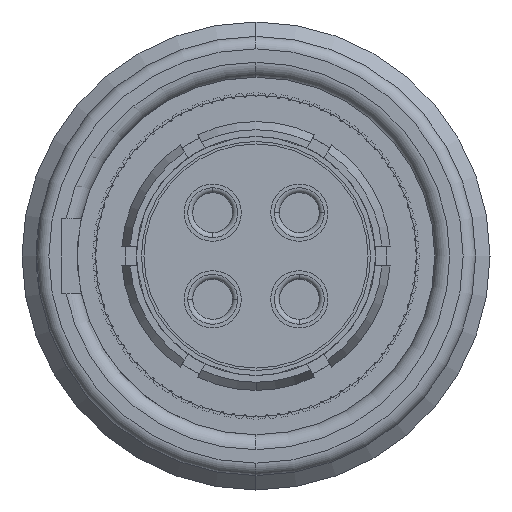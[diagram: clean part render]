
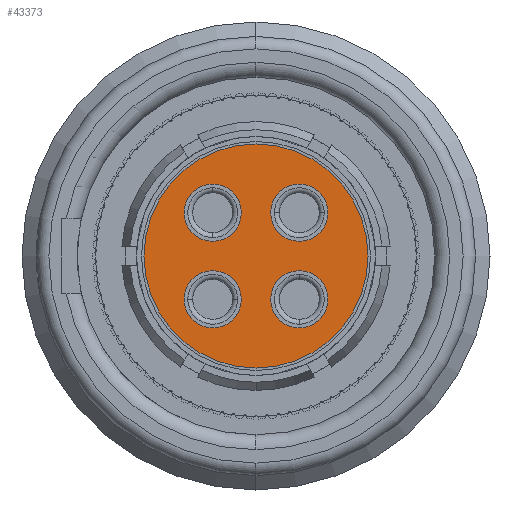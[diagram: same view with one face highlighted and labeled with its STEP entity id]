
A CAD part, left-side view. The second image highlights one B-rep face of the part: STEP entity #43373.
In plain terms, the highlighted face is planar.
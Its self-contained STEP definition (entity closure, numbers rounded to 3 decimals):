
#46 = CIRCLE ( 'NONE', #18196, 2.25 ) ;
#408 = DIRECTION ( 'NONE',  ( 0., 1., 0. ) ) ;
#802 = EDGE_LOOP ( 'NONE', ( #15440, #15051 ) ) ;
#852 = CIRCLE ( 'NONE', #28137, 2.25 ) ;
#1076 = CARTESIAN_POINT ( 'NONE',  ( -1.445, 13.5, 0.87 ) ) ;
#1129 = DIRECTION ( 'NONE',  ( 0., -1., 0. ) ) ;
#1957 = CARTESIAN_POINT ( 'NONE',  ( 0.87, 13.5, -0.87 ) ) ;
#2549 = AXIS2_PLACEMENT_3D ( 'NONE', #21808, #9998, #37307 ) ;
#2742 = CIRCLE ( 'NONE', #17673, 0.575 ) ;
#4110 = CARTESIAN_POINT ( 'NONE',  ( 0.87, 13.5, -0.87 ) ) ;
#6128 = CARTESIAN_POINT ( 'NONE',  ( 0.295, 13.5, -0.87 ) ) ;
#6630 = CARTESIAN_POINT ( 'NONE',  ( -0.87, 13.5, 0.87 ) ) ;
#6639 = DIRECTION ( 'NONE',  ( 0., 0., 1. ) ) ;
#7117 = DIRECTION ( 'NONE',  ( 0., -1., 0. ) ) ;
#7287 = VERTEX_POINT ( 'NONE', #41121 ) ;
#8881 = DIRECTION ( 'NONE',  ( 0., 1., 0. ) ) ;
#9998 = DIRECTION ( 'NONE',  ( 0., 1., 0. ) ) ;
#10216 = VERTEX_POINT ( 'NONE', #21480 ) ;
#10425 = ORIENTED_EDGE ( 'NONE', *, *, #36399, .F. ) ;
#10647 = DIRECTION ( 'NONE',  ( 0., 1., 0. ) ) ;
#10976 = ORIENTED_EDGE ( 'NONE', *, *, #32491, .F. ) ;
#11398 = AXIS2_PLACEMENT_3D ( 'NONE', #1957, #8881, #35858 ) ;
#11889 = CIRCLE ( 'NONE', #23746, 0.575 ) ;
#11917 = AXIS2_PLACEMENT_3D ( 'NONE', #6630, #33598, #45406 ) ;
#12285 = FACE_BOUND ( 'NONE', #36726, .T. ) ;
#12509 = ORIENTED_EDGE ( 'NONE', *, *, #18228, .F. ) ;
#13006 = DIRECTION ( 'NONE',  ( 0., 1., 0. ) ) ;
#13446 = CARTESIAN_POINT ( 'NONE',  ( 0.87, 13.5, 0.295 ) ) ;
#14668 = FACE_OUTER_BOUND ( 'NONE', #32803, .T. ) ;
#14866 = CARTESIAN_POINT ( 'NONE',  ( -0.295, 13.5, 0.87 ) ) ;
#15051 = ORIENTED_EDGE ( 'NONE', *, *, #49865, .F. ) ;
#15440 = ORIENTED_EDGE ( 'NONE', *, *, #22103, .F. ) ;
#16174 = CARTESIAN_POINT ( 'NONE',  ( 0.87, 13.5, 1.445 ) ) ;
#16351 = AXIS2_PLACEMENT_3D ( 'NONE', #29883, #10647, #22302 ) ;
#16420 = VERTEX_POINT ( 'NONE', #6128 ) ;
#16895 = CIRCLE ( 'NONE', #16351, 0.575 ) ;
#17673 = AXIS2_PLACEMENT_3D ( 'NONE', #36106, #13006, #28864 ) ;
#18038 = EDGE_CURVE ( 'NONE', #23654, #10216, #39422, .T. ) ;
#18084 = CARTESIAN_POINT ( 'NONE',  ( 0., 13.5, 0. ) ) ;
#18196 = AXIS2_PLACEMENT_3D ( 'NONE', #46132, #1129, #30792 ) ;
#18228 = EDGE_CURVE ( 'NONE', #19845, #25624, #19566, .T. ) ;
#18239 = EDGE_CURVE ( 'NONE', #49517, #7287, #852, .T. ) ;
#18261 = PLANE ( 'NONE',  #26570 ) ;
#19566 = CIRCLE ( 'NONE', #11917, 0.575 ) ;
#19845 = VERTEX_POINT ( 'NONE', #14866 ) ;
#19926 = CIRCLE ( 'NONE', #11398, 0.575 ) ;
#20520 = VERTEX_POINT ( 'NONE', #43926 ) ;
#21480 = CARTESIAN_POINT ( 'NONE',  ( -0.87, 13.5, -0.295 ) ) ;
#21808 = CARTESIAN_POINT ( 'NONE',  ( -0.87, 13.5, -0.87 ) ) ;
#21937 = ORIENTED_EDGE ( 'NONE', *, *, #31733, .F. ) ;
#22103 = EDGE_CURVE ( 'NONE', #40720, #40705, #16895, .T. ) ;
#22302 = DIRECTION ( 'NONE',  ( 0., 0., 1. ) ) ;
#22426 = EDGE_LOOP ( 'NONE', ( #10976, #38055 ) ) ;
#23654 = VERTEX_POINT ( 'NONE', #33121 ) ;
#23746 = AXIS2_PLACEMENT_3D ( 'NONE', #29314, #33344, #28990 ) ;
#24351 = FACE_BOUND ( 'NONE', #25849, .T. ) ;
#25616 = AXIS2_PLACEMENT_3D ( 'NONE', #26408, #25741, #25907 ) ;
#25624 = VERTEX_POINT ( 'NONE', #1076 ) ;
#25741 = DIRECTION ( 'NONE',  ( 0., 1., 0. ) ) ;
#25849 = EDGE_LOOP ( 'NONE', ( #44925, #10425 ) ) ;
#25907 = DIRECTION ( 'NONE',  ( 0., 0., -1. ) ) ;
#26408 = CARTESIAN_POINT ( 'NONE',  ( -0.87, 13.5, -0.87 ) ) ;
#26570 = AXIS2_PLACEMENT_3D ( 'NONE', #18084, #45229, #6639 ) ;
#27419 = DIRECTION ( 'NONE',  ( 1., 0., 0. ) ) ;
#28137 = AXIS2_PLACEMENT_3D ( 'NONE', #30065, #7117, #41845 ) ;
#28864 = DIRECTION ( 'NONE',  ( -1., 0., 0. ) ) ;
#28990 = DIRECTION ( 'NONE',  ( 0., 0., 1. ) ) ;
#29314 = CARTESIAN_POINT ( 'NONE',  ( 0.87, 13.5, 0.87 ) ) ;
#29883 = CARTESIAN_POINT ( 'NONE',  ( 0.87, 13.5, 0.87 ) ) ;
#30065 = CARTESIAN_POINT ( 'NONE',  ( 0., 13.5, 0. ) ) ;
#30386 = CARTESIAN_POINT ( 'NONE',  ( 0., 13.5, 2.25 ) ) ;
#30792 = DIRECTION ( 'NONE',  ( 0., 0., -1. ) ) ;
#31733 = EDGE_CURVE ( 'NONE', #25624, #19845, #2742, .T. ) ;
#32491 = EDGE_CURVE ( 'NONE', #20520, #16420, #40059, .T. ) ;
#32803 = EDGE_LOOP ( 'NONE', ( #38664, #48551 ) ) ;
#33121 = CARTESIAN_POINT ( 'NONE',  ( -0.87, 13.5, -1.445 ) ) ;
#33344 = DIRECTION ( 'NONE',  ( 0., 1., 0. ) ) ;
#33598 = DIRECTION ( 'NONE',  ( 0., 1., 0. ) ) ;
#34584 = FACE_BOUND ( 'NONE', #22426, .T. ) ;
#35858 = DIRECTION ( 'NONE',  ( 1., 0., 0. ) ) ;
#36106 = CARTESIAN_POINT ( 'NONE',  ( -0.87, 13.5, 0.87 ) ) ;
#36399 = EDGE_CURVE ( 'NONE', #10216, #23654, #46002, .T. ) ;
#36726 = EDGE_LOOP ( 'NONE', ( #21937, #12509 ) ) ;
#37307 = DIRECTION ( 'NONE',  ( 0., 0., -1. ) ) ;
#38055 = ORIENTED_EDGE ( 'NONE', *, *, #38471, .F. ) ;
#38387 = EDGE_CURVE ( 'NONE', #7287, #49517, #46, .T. ) ;
#38471 = EDGE_CURVE ( 'NONE', #16420, #20520, #19926, .T. ) ;
#38664 = ORIENTED_EDGE ( 'NONE', *, *, #38387, .F. ) ;
#39422 = CIRCLE ( 'NONE', #2549, 0.575 ) ;
#40059 = CIRCLE ( 'NONE', #50041, 0.575 ) ;
#40589 = FACE_BOUND ( 'NONE', #802, .T. ) ;
#40705 = VERTEX_POINT ( 'NONE', #13446 ) ;
#40720 = VERTEX_POINT ( 'NONE', #16174 ) ;
#41121 = CARTESIAN_POINT ( 'NONE',  ( 0., 13.5, -2.25 ) ) ;
#41845 = DIRECTION ( 'NONE',  ( 0., 0., -1. ) ) ;
#43373 = ADVANCED_FACE ( 'NONE', ( #34584, #24351, #12285, #40589, #14668 ), #18261, .T. ) ;
#43926 = CARTESIAN_POINT ( 'NONE',  ( 1.445, 13.5, -0.87 ) ) ;
#44925 = ORIENTED_EDGE ( 'NONE', *, *, #18038, .F. ) ;
#45229 = DIRECTION ( 'NONE',  ( 0., 1., 0. ) ) ;
#45406 = DIRECTION ( 'NONE',  ( -1., 0., 0. ) ) ;
#46002 = CIRCLE ( 'NONE', #25616, 0.575 ) ;
#46132 = CARTESIAN_POINT ( 'NONE',  ( 0., 13.5, 0. ) ) ;
#48551 = ORIENTED_EDGE ( 'NONE', *, *, #18239, .F. ) ;
#49517 = VERTEX_POINT ( 'NONE', #30386 ) ;
#49865 = EDGE_CURVE ( 'NONE', #40705, #40720, #11889, .T. ) ;
#50041 = AXIS2_PLACEMENT_3D ( 'NONE', #4110, #408, #27419 ) ;
